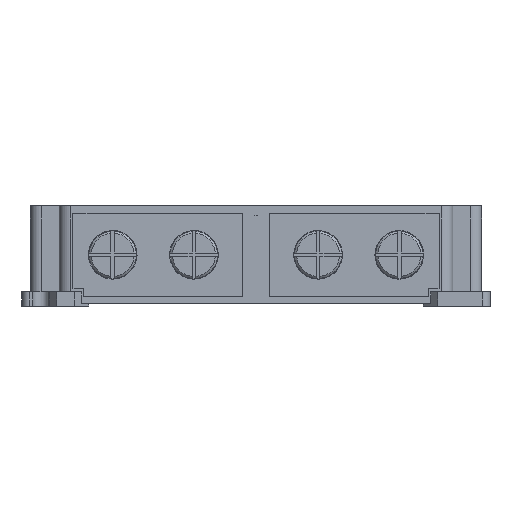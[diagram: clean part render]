
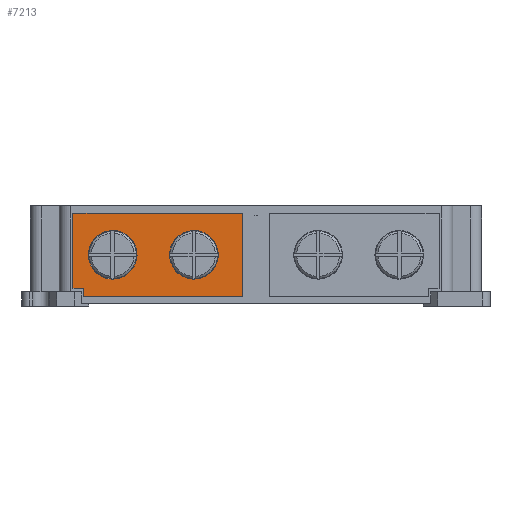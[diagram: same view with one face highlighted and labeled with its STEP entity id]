
A CAD part, front view. The second image highlights one B-rep face of the part: STEP entity #7213.
In plain terms, the highlighted planar face has unit normal (0, -1, 0).
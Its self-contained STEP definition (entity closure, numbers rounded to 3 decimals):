
#578=AXIS2_PLACEMENT_3D('Plane Axis2P3D',#575,#576,#577) ;
#7179=AXIS2_PLACEMENT_3D('Circle Axis2P3D',#7177,#7178,$) ;
#7188=AXIS2_PLACEMENT_3D('Circle Axis2P3D',#7186,#7187,$) ;
#7197=AXIS2_PLACEMENT_3D('Circle Axis2P3D',#7195,#7196,$) ;
#7206=AXIS2_PLACEMENT_3D('Circle Axis2P3D',#7204,#7205,$) ;
#575=CARTESIAN_POINT('Axis2P3D Location',(98.,4.3,1.)) ;
#2432=CARTESIAN_POINT('Vertex',(25.835,4.3,7.5)) ;
#2435=CARTESIAN_POINT('Line Origine',(23.582,4.3,7.5)) ;
#2439=CARTESIAN_POINT('Vertex',(21.328,4.3,7.5)) ;
#2460=CARTESIAN_POINT('Line Origine',(21.328,4.3,23.25)) ;
#2464=CARTESIAN_POINT('Vertex',(21.328,4.3,39.)) ;
#2480=CARTESIAN_POINT('Line Origine',(56.914,4.3,39.)) ;
#2484=CARTESIAN_POINT('Vertex',(92.5,4.3,39.)) ;
#2505=CARTESIAN_POINT('Line Origine',(92.5,4.3,21.5)) ;
#2509=CARTESIAN_POINT('Vertex',(92.5,4.3,4.)) ;
#2525=CARTESIAN_POINT('Line Origine',(59.167,4.3,4.)) ;
#2529=CARTESIAN_POINT('Vertex',(25.835,4.3,4.)) ;
#2550=CARTESIAN_POINT('Line Origine',(25.835,4.3,5.75)) ;
#7177=CARTESIAN_POINT('Axis2P3D Location',(38.,4.3,21.5)) ;
#7181=CARTESIAN_POINT('Vertex',(42.884,4.3,12.56)) ;
#7183=CARTESIAN_POINT('Vertex',(33.116,4.3,30.44)) ;
#7186=CARTESIAN_POINT('Axis2P3D Location',(38.,4.3,21.5)) ;
#7195=CARTESIAN_POINT('Axis2P3D Location',(72.,4.3,21.5)) ;
#7199=CARTESIAN_POINT('Vertex',(76.884,4.3,12.56)) ;
#7201=CARTESIAN_POINT('Vertex',(67.116,4.3,30.44)) ;
#7204=CARTESIAN_POINT('Axis2P3D Location',(72.,4.3,21.5)) ;
#576=DIRECTION('Axis2P3D Direction',(0.,1.,-0.)) ;
#577=DIRECTION('Axis2P3D XDirection',(-1.,0.,0.)) ;
#2436=DIRECTION('Vector Direction',(1.,0.,0.)) ;
#2461=DIRECTION('Vector Direction',(0.,0.,-1.)) ;
#2481=DIRECTION('Vector Direction',(-1.,0.,0.)) ;
#2506=DIRECTION('Vector Direction',(0.,0.,1.)) ;
#2526=DIRECTION('Vector Direction',(1.,0.,0.)) ;
#2551=DIRECTION('Vector Direction',(0.,0.,-1.)) ;
#7178=DIRECTION('Axis2P3D Direction',(0.,1.,-0.)) ;
#7187=DIRECTION('Axis2P3D Direction',(0.,1.,-0.)) ;
#7196=DIRECTION('Axis2P3D Direction',(0.,1.,-0.)) ;
#7205=DIRECTION('Axis2P3D Direction',(0.,1.,-0.)) ;
#2437=VECTOR('Line Direction',#2436,1.) ;
#2462=VECTOR('Line Direction',#2461,1.) ;
#2482=VECTOR('Line Direction',#2481,1.) ;
#2507=VECTOR('Line Direction',#2506,1.) ;
#2527=VECTOR('Line Direction',#2526,1.) ;
#2552=VECTOR('Line Direction',#2551,1.) ;
#7170=ORIENTED_EDGE('',*,*,#2441,.F.) ;
#7171=ORIENTED_EDGE('',*,*,#2554,.F.) ;
#7172=ORIENTED_EDGE('',*,*,#2531,.F.) ;
#7173=ORIENTED_EDGE('',*,*,#2511,.F.) ;
#7174=ORIENTED_EDGE('',*,*,#2486,.F.) ;
#7175=ORIENTED_EDGE('',*,*,#2466,.F.) ;
#7192=ORIENTED_EDGE('',*,*,#7185,.T.) ;
#7193=ORIENTED_EDGE('',*,*,#7190,.T.) ;
#7210=ORIENTED_EDGE('',*,*,#7203,.T.) ;
#7211=ORIENTED_EDGE('',*,*,#7208,.T.) ;
#7194=FACE_BOUND('',#7191,.T.) ;
#7212=FACE_BOUND('',#7209,.T.) ;
#7213=ADVANCED_FACE('Grundk\X2\00F6\X0\rper',(#7176,#7194,#7212),#579,.F.) ;
#7180=CIRCLE('generated circle',#7179,10.188) ;
#7189=CIRCLE('generated circle',#7188,10.188) ;
#7198=CIRCLE('generated circle',#7197,10.188) ;
#7207=CIRCLE('generated circle',#7206,10.188) ;
#2441=EDGE_CURVE('',#2433,#2440,#2438,.F.) ;
#2466=EDGE_CURVE('',#2440,#2465,#2463,.F.) ;
#2486=EDGE_CURVE('',#2465,#2485,#2483,.F.) ;
#2511=EDGE_CURVE('',#2485,#2510,#2508,.F.) ;
#2531=EDGE_CURVE('',#2510,#2530,#2528,.F.) ;
#2554=EDGE_CURVE('',#2530,#2433,#2553,.F.) ;
#7185=EDGE_CURVE('',#7182,#7184,#7180,.T.) ;
#7190=EDGE_CURVE('',#7184,#7182,#7189,.T.) ;
#7203=EDGE_CURVE('',#7200,#7202,#7198,.T.) ;
#7208=EDGE_CURVE('',#7202,#7200,#7207,.T.) ;
#7169=EDGE_LOOP('',(#7170,#7171,#7172,#7173,#7174,#7175)) ;
#7191=EDGE_LOOP('',(#7192,#7193)) ;
#7209=EDGE_LOOP('',(#7210,#7211)) ;
#7176=FACE_OUTER_BOUND('',#7169,.T.) ;
#2438=LINE('Line',#2435,#2437) ;
#2463=LINE('Line',#2460,#2462) ;
#2483=LINE('Line',#2480,#2482) ;
#2508=LINE('Line',#2505,#2507) ;
#2528=LINE('Line',#2525,#2527) ;
#2553=LINE('Line',#2550,#2552) ;
#579=PLANE('',#578) ;
#2433=VERTEX_POINT('',#2432) ;
#2440=VERTEX_POINT('',#2439) ;
#2465=VERTEX_POINT('',#2464) ;
#2485=VERTEX_POINT('',#2484) ;
#2510=VERTEX_POINT('',#2509) ;
#2530=VERTEX_POINT('',#2529) ;
#7182=VERTEX_POINT('',#7181) ;
#7184=VERTEX_POINT('',#7183) ;
#7200=VERTEX_POINT('',#7199) ;
#7202=VERTEX_POINT('',#7201) ;
